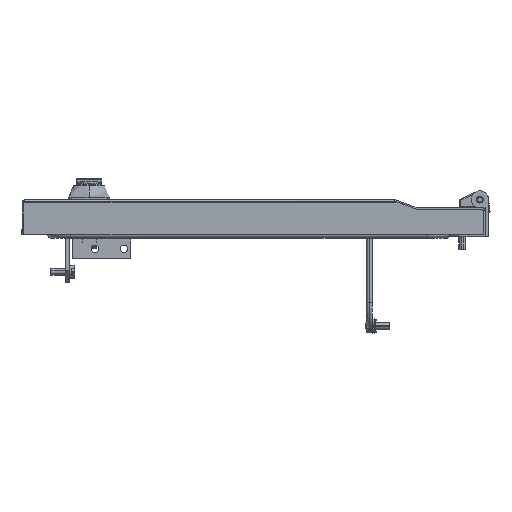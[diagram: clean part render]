
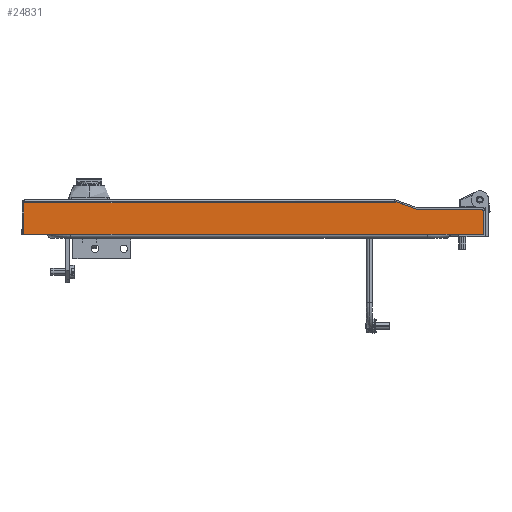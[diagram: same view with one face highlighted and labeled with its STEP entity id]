
A CAD part, front view. The second image highlights one B-rep face of the part: STEP entity #24831.
In plain terms, the highlighted planar face has unit normal (0, -1, 0).
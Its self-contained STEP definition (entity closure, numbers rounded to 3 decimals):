
#2053 = EDGE_CURVE ( 'NONE', #8054, #46891, #3067, .T. ) ;
#2251 = CARTESIAN_POINT ( 'NONE',  ( 162.263, -1006.5, -1.9 ) ) ;
#2354 = DIRECTION ( 'NONE',  ( 0., 0., -1. ) ) ;
#3067 = LINE ( 'NONE', #53886, #43431 ) ;
#3531 = CARTESIAN_POINT ( 'NONE',  ( 237.567, -1006.5, -10.453 ) ) ;
#3615 = ORIENTED_EDGE ( 'NONE', *, *, #51541, .F. ) ;
#3873 = EDGE_CURVE ( 'NONE', #34464, #33244, #29029, .T. ) ;
#4144 = CIRCLE ( 'NONE', #5209, 2. ) ;
#4662 = CARTESIAN_POINT ( 'NONE',  ( 180.973, -1006.5, -4.453 ) ) ;
#4785 = FACE_OUTER_BOUND ( 'NONE', #47240, .T. ) ;
#5209 = AXIS2_PLACEMENT_3D ( 'NONE', #58871, #22368, #32999 ) ;
#5447 = DIRECTION ( 'NONE',  ( 0., 0., -1. ) ) ;
#5956 = EDGE_CURVE ( 'NONE', #8054, #39545, #26944, .T. ) ;
#7113 = CARTESIAN_POINT ( 'NONE',  ( 179.605, -1006.5, -8.212 ) ) ;
#7683 = CARTESIAN_POINT ( 'NONE',  ( 235.567, -1006.5, -8.453 ) ) ;
#8054 = VERTEX_POINT ( 'NONE', #26078 ) ;
#8311 = ORIENTED_EDGE ( 'NONE', *, *, #29724, .F. ) ;
#9965 = CARTESIAN_POINT ( 'NONE',  ( -158.135, -1006.5, -30. ) ) ;
#10282 = AXIS2_PLACEMENT_3D ( 'NONE', #16335, #25371, #5447 ) ;
#10739 = CARTESIAN_POINT ( 'NONE',  ( 180.973, -1006.5, -8.453 ) ) ;
#12723 = CARTESIAN_POINT ( 'NONE',  ( 237.567, -1006.5, -29.953 ) ) ;
#13326 = DIRECTION ( 'NONE',  ( 1., 0., 0. ) ) ;
#13339 = VECTOR ( 'NONE', #20269, 1000. ) ;
#13727 = EDGE_CURVE ( 'NONE', #19563, #58298, #59114, .T. ) ;
#13745 = VECTOR ( 'NONE', #38178, 1000. ) ;
#14437 = CARTESIAN_POINT ( 'NONE',  ( 160.935, -1006.5, -30. ) ) ;
#15235 = ORIENTED_EDGE ( 'NONE', *, *, #35427, .F. ) ;
#16335 = CARTESIAN_POINT ( 'NONE',  ( 0., -1006.5, 0. ) ) ;
#16573 = VECTOR ( 'NONE', #49289, 1000. ) ;
#17798 = CARTESIAN_POINT ( 'NONE',  ( -159.364, -1006.5, -30. ) ) ;
#19230 = DIRECTION ( 'NONE',  ( 0., -1., 0. ) ) ;
#19452 = CARTESIAN_POINT ( 'NONE',  ( 160.935, -1006.5, -2.8 ) ) ;
#19563 = VERTEX_POINT ( 'NONE', #10739 ) ;
#20269 = DIRECTION ( 'NONE',  ( -1., 0., -0.001 ) ) ;
#22036 = ORIENTED_EDGE ( 'NONE', *, *, #53344, .F. ) ;
#22368 = DIRECTION ( 'NONE',  ( 0., 1., 0. ) ) ;
#23018 = CIRCLE ( 'NONE', #63299, 4. ) ;
#23153 = VERTEX_POINT ( 'NONE', #3531 ) ;
#23160 = LINE ( 'NONE', #2251, #54290 ) ;
#23841 = VERTEX_POINT ( 'NONE', #57834 ) ;
#24093 = EDGE_CURVE ( 'NONE', #43142, #57032, #35555, .T. ) ;
#24831 = ADVANCED_FACE ( 'NONE', ( #4785 ), #55919, .F. ) ;
#25371 = DIRECTION ( 'NONE',  ( 0., 1., 0. ) ) ;
#26078 = CARTESIAN_POINT ( 'NONE',  ( -159.364, -1006.5, -2.8 ) ) ;
#26944 = LINE ( 'NONE', #33223, #13745 ) ;
#27608 = ORIENTED_EDGE ( 'NONE', *, *, #3873, .F. ) ;
#29029 = LINE ( 'NONE', #37988, #16573 ) ;
#29724 = EDGE_CURVE ( 'NONE', #57032, #39545, #40512, .T. ) ;
#29833 = CARTESIAN_POINT ( 'NONE',  ( 162.263, -1006.5, -1.9 ) ) ;
#32999 = DIRECTION ( 'NONE',  ( 1., 0., 0. ) ) ;
#33223 = CARTESIAN_POINT ( 'NONE',  ( -159.364, -1006.5, -2.8 ) ) ;
#33244 = VERTEX_POINT ( 'NONE', #7113 ) ;
#34464 = VERTEX_POINT ( 'NONE', #29833 ) ;
#34545 = ORIENTED_EDGE ( 'NONE', *, *, #46615, .F. ) ;
#35427 = EDGE_CURVE ( 'NONE', #23153, #43142, #47223, .T. ) ;
#35555 = LINE ( 'NONE', #60789, #13339 ) ;
#35703 = ORIENTED_EDGE ( 'NONE', *, *, #24093, .F. ) ;
#36387 = VECTOR ( 'NONE', #39086, 1000. ) ;
#37988 = CARTESIAN_POINT ( 'NONE',  ( 179.605, -1006.5, -8.212 ) ) ;
#38178 = DIRECTION ( 'NONE',  ( 0., 0., -1. ) ) ;
#38556 = VECTOR ( 'NONE', #63768, 1000. ) ;
#39086 = DIRECTION ( 'NONE',  ( 1., 0., 0. ) ) ;
#39545 = VERTEX_POINT ( 'NONE', #17798 ) ;
#40512 = LINE ( 'NONE', #9965, #57297 ) ;
#43142 = VERTEX_POINT ( 'NONE', #12723 ) ;
#43431 = VECTOR ( 'NONE', #13326, 1000. ) ;
#43438 = DIRECTION ( 'NONE',  ( 0.342, 0., 0.94 ) ) ;
#45078 = LINE ( 'NONE', #19452, #36387 ) ;
#45516 = EDGE_CURVE ( 'NONE', #23841, #34464, #23160, .T. ) ;
#46615 = EDGE_CURVE ( 'NONE', #46891, #23841, #45078, .T. ) ;
#46633 = ORIENTED_EDGE ( 'NONE', *, *, #2053, .F. ) ;
#46891 = VERTEX_POINT ( 'NONE', #63574 ) ;
#47223 = LINE ( 'NONE', #57797, #51557 ) ;
#47240 = EDGE_LOOP ( 'NONE', ( #46633, #48458, #8311, #35703, #15235, #22036, #58931, #3615, #27608, #48111, #34545 ) ) ;
#48111 = ORIENTED_EDGE ( 'NONE', *, *, #45516, .F. ) ;
#48458 = ORIENTED_EDGE ( 'NONE', *, *, #5956, .T. ) ;
#49289 = DIRECTION ( 'NONE',  ( 0.94, 0., -0.342 ) ) ;
#50174 = DIRECTION ( 'NONE',  ( -1., 0., 0. ) ) ;
#51541 = EDGE_CURVE ( 'NONE', #33244, #19563, #23018, .T. ) ;
#51557 = VECTOR ( 'NONE', #2354, 1000. ) ;
#53344 = EDGE_CURVE ( 'NONE', #58298, #23153, #4144, .T. ) ;
#53886 = CARTESIAN_POINT ( 'NONE',  ( 160.935, -1006.5, -2.8 ) ) ;
#54290 = VECTOR ( 'NONE', #43438, 1000. ) ;
#55793 = DIRECTION ( 'NONE',  ( -1., 0., 0. ) ) ;
#55919 = PLANE ( 'NONE',  #10282 ) ;
#57032 = VERTEX_POINT ( 'NONE', #14437 ) ;
#57297 = VECTOR ( 'NONE', #50174, 1000. ) ;
#57797 = CARTESIAN_POINT ( 'NONE',  ( 237.567, -1006.5, -29.953 ) ) ;
#57834 = CARTESIAN_POINT ( 'NONE',  ( 161.935, -1006.5, -2.8 ) ) ;
#58298 = VERTEX_POINT ( 'NONE', #61907 ) ;
#58871 = CARTESIAN_POINT ( 'NONE',  ( 235.567, -1006.5, -10.453 ) ) ;
#58931 = ORIENTED_EDGE ( 'NONE', *, *, #13727, .F. ) ;
#59114 = LINE ( 'NONE', #7683, #38556 ) ;
#60789 = CARTESIAN_POINT ( 'NONE',  ( 160.935, -1006.5, -30. ) ) ;
#61907 = CARTESIAN_POINT ( 'NONE',  ( 235.567, -1006.5, -8.453 ) ) ;
#63299 = AXIS2_PLACEMENT_3D ( 'NONE', #4662, #19230, #55793 ) ;
#63574 = CARTESIAN_POINT ( 'NONE',  ( 160.935, -1006.5, -2.8 ) ) ;
#63768 = DIRECTION ( 'NONE',  ( 1., 0., 0. ) ) ;
